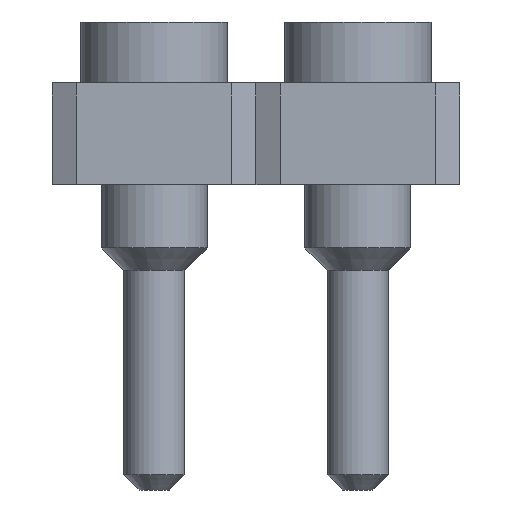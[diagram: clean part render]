
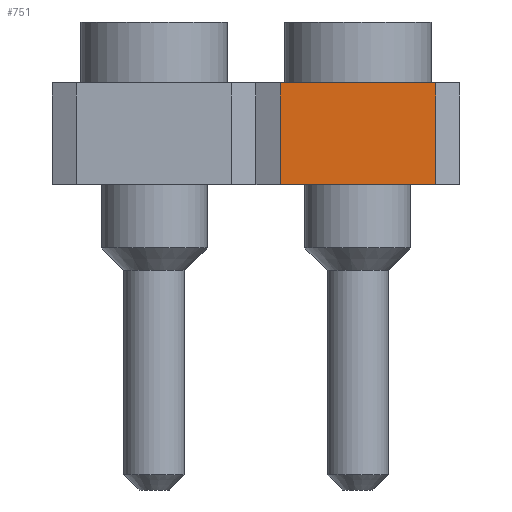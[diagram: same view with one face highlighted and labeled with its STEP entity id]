
A CAD part, left-side view. The second image highlights one B-rep face of the part: STEP entity #751.
In plain terms, the highlighted planar face has unit normal (-1, 0, 0).
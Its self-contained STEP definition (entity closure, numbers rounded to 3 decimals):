
#751=ADVANCED_FACE('',(#1641),#1643,.T.);
#1641=FACE_BOUND('',#1642,.T.);
#1642=EDGE_LOOP('',(#2423,#2424,#2425,#2426));
#1643=PLANE('',#1644);
#1644=AXIS2_PLACEMENT_3D('',#1645,#1646,#1647);
#1645=CARTESIAN_POINT('',(-1.385,0.97,1.07));
#1646=DIRECTION('',(-1.,0.,0.));
#1647=DIRECTION('',(0.,-1.,0.));
#2423=ORIENTED_EDGE('',*,*,#2646,.T.);
#2424=ORIENTED_EDGE('',*,*,#2797,.T.);
#2425=ORIENTED_EDGE('',*,*,#2706,.F.);
#2426=ORIENTED_EDGE('',*,*,#2798,.F.);
#2646=EDGE_CURVE('',#2944,#2942,#2945,.T.);
#2706=EDGE_CURVE('',#3057,#3059,#3060,.T.);
#2797=EDGE_CURVE('',#2942,#3059,#3206,.T.);
#2798=EDGE_CURVE('',#2944,#3057,#3207,.T.);
#2942=VERTEX_POINT('',#3475);
#2944=VERTEX_POINT('',#3479);
#2945=LINE('',#3480,#3481);
#3057=VERTEX_POINT('',#3732);
#3059=VERTEX_POINT('',#3736);
#3060=LINE('',#3737,#3738);
#3206=LINE('',#4086,#4087);
#3207=LINE('',#4089,#4090);
#3475=CARTESIAN_POINT('',(-1.385,-0.97,1.07));
#3479=CARTESIAN_POINT('',(-1.385,0.97,1.07));
#3480=CARTESIAN_POINT('',(-1.385,0.97,1.07));
#3481=VECTOR('',#3482,1.);
#3482=DIRECTION('',(0.,-1.,0.));
#3732=CARTESIAN_POINT('',(-1.385,0.97,2.34));
#3736=CARTESIAN_POINT('',(-1.385,-0.97,2.34));
#3737=CARTESIAN_POINT('',(-1.385,0.97,2.34));
#3738=VECTOR('',#3739,1.);
#3739=DIRECTION('',(0.,-1.,0.));
#4086=CARTESIAN_POINT('',(-1.385,-0.97,1.07));
#4087=VECTOR('',#4088,1.);
#4088=DIRECTION('',(0.,0.,1.));
#4089=CARTESIAN_POINT('',(-1.385,0.97,1.07));
#4090=VECTOR('',#4091,1.);
#4091=DIRECTION('',(0.,0.,1.));
